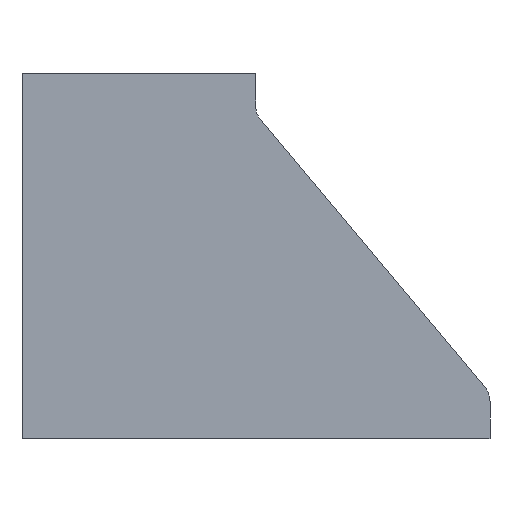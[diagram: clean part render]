
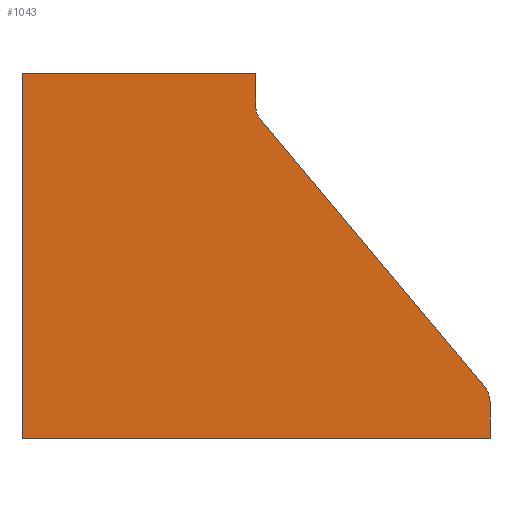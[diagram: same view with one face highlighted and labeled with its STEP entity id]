
A CAD part, front view. The second image highlights one B-rep face of the part: STEP entity #1043.
In plain terms, the highlighted planar face has unit normal (0, -1, 0).
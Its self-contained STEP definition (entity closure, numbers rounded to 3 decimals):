
#30 = VERTEX_POINT ( 'NONE', #708 ) ;
#40 = CARTESIAN_POINT ( 'NONE',  ( -150., 0., 0. ) ) ;
#41 = DIRECTION ( 'NONE',  ( 1., 0., 0. ) ) ;
#48 = DIRECTION ( 'NONE',  ( -0.642, 0., 0.766 ) ) ;
#49 = DIRECTION ( 'NONE',  ( -1., 0., 0. ) ) ;
#51 = CARTESIAN_POINT ( 'NONE',  ( 454.671, 0., -57.301 ) ) ;
#58 = CARTESIAN_POINT ( 'NONE',  ( 150., 0., 0. ) ) ;
#59 = DIRECTION ( 'NONE',  ( 0., 0., 1. ) ) ;
#60 = CARTESIAN_POINT ( 'NONE',  ( 720., 0., -420.636 ) ) ;
#61 = DIRECTION ( 'NONE',  ( 0., -1., 0. ) ) ;
#62 = DIRECTION ( 'NONE',  ( 0., 0., 1. ) ) ;
#65 = CARTESIAN_POINT ( 'NONE',  ( 470., 0., -44.456 ) ) ;
#66 = DIRECTION ( 'NONE',  ( 0., 1., 0. ) ) ;
#67 = DIRECTION ( 'NONE',  ( 0., 0., 1. ) ) ;
#160 = CARTESIAN_POINT ( 'NONE',  ( 450., 0., 0. ) ) ;
#161 = DIRECTION ( 'NONE',  ( 0., 0., 1. ) ) ;
#306 = CARTESIAN_POINT ( 'NONE',  ( 150., 0., 0. ) ) ;
#473 = CARTESIAN_POINT ( 'NONE',  ( -170., 0., -44.456 ) ) ;
#480 = PLANE ( 'NONE',  #1203 ) ;
#482 = DIRECTION ( 'NONE',  ( 0., 1., 0. ) ) ;
#483 = DIRECTION ( 'NONE',  ( 0., 0., 1. ) ) ;
#524 = EDGE_CURVE ( 'NONE', #1308, #30, #766, .T. ) ;
#708 = CARTESIAN_POINT ( 'NONE',  ( 750., 0., -420.636 ) ) ;
#717 = VERTEX_POINT ( 'NONE', #306 ) ;
#766 = LINE ( 'NONE', #1668, #772 ) ;
#772 = VECTOR ( 'NONE', #1667, 1000. ) ;
#881 = FACE_OUTER_BOUND ( 'NONE', #1472, .T. ) ;
#901 = LINE ( 'NONE', #40, #904 ) ;
#904 = VECTOR ( 'NONE', #41, 1000. ) ;
#907 = LINE ( 'NONE', #1669, #912 ) ;
#912 = VECTOR ( 'NONE', #49, 1000. ) ;
#919 = LINE ( 'NONE', #58, #922 ) ;
#921 = CIRCLE ( 'NONE', #1211, 30. ) ;
#922 = VECTOR ( 'NONE', #59, 1000. ) ;
#923 = LINE ( 'NONE', #51, #925 ) ;
#924 = CIRCLE ( 'NONE', #1213, 20. ) ;
#925 = VECTOR ( 'NONE', #48, 1000. ) ;
#992 = LINE ( 'NONE', #160, #995 ) ;
#995 = VECTOR ( 'NONE', #161, 1000. ) ;
#1043 = ADVANCED_FACE ( 'NONE', ( #881 ), #480, .F. ) ;
#1055 = EDGE_CURVE ( 'NONE', #717, #1271, #901, .T. ) ;
#1059 = EDGE_CURVE ( 'NONE', #1308, #1296, #907, .T. ) ;
#1064 = EDGE_CURVE ( 'NONE', #1296, #717, #919, .T. ) ;
#1065 = EDGE_CURVE ( 'NONE', #30, #1297, #921, .T. ) ;
#1066 = EDGE_CURVE ( 'NONE', #1297, #1264, #923, .T. ) ;
#1067 = EDGE_CURVE ( 'NONE', #1264, #1285, #924, .T. ) ;
#1108 = EDGE_CURVE ( 'NONE', #1285, #1271, #992, .T. ) ;
#1203 = AXIS2_PLACEMENT_3D ( 'NONE', #473, #482, #483 ) ;
#1211 = AXIS2_PLACEMENT_3D ( 'NONE', #60, #61, #62 ) ;
#1213 = AXIS2_PLACEMENT_3D ( 'NONE', #65, #66, #67 ) ;
#1264 = VERTEX_POINT ( 'NONE', #1683 ) ;
#1271 = VERTEX_POINT ( 'NONE', #1687 ) ;
#1285 = VERTEX_POINT ( 'NONE', #1701 ) ;
#1296 = VERTEX_POINT ( 'NONE', #1712 ) ;
#1297 = VERTEX_POINT ( 'NONE', #1713 ) ;
#1308 = VERTEX_POINT ( 'NONE', #1724 ) ;
#1472 = EDGE_LOOP ( 'NONE', ( #1578, #1577, #1576, #1575, #1574, #1573, #1572, #1571 ) ) ;
#1571 = ORIENTED_EDGE ( 'NONE', *, *, #1108, .T. ) ;
#1572 = ORIENTED_EDGE ( 'NONE', *, *, #1067, .T. ) ;
#1573 = ORIENTED_EDGE ( 'NONE', *, *, #1066, .T. ) ;
#1574 = ORIENTED_EDGE ( 'NONE', *, *, #1065, .T. ) ;
#1575 = ORIENTED_EDGE ( 'NONE', *, *, #524, .T. ) ;
#1576 = ORIENTED_EDGE ( 'NONE', *, *, #1059, .F. ) ;
#1577 = ORIENTED_EDGE ( 'NONE', *, *, #1064, .F. ) ;
#1578 = ORIENTED_EDGE ( 'NONE', *, *, #1055, .F. ) ;
#1667 = DIRECTION ( 'NONE',  ( 0., 0., 1. ) ) ;
#1668 = CARTESIAN_POINT ( 'NONE',  ( 750., 0., -420.636 ) ) ;
#1669 = CARTESIAN_POINT ( 'NONE',  ( -450., 0., -468. ) ) ;
#1683 = CARTESIAN_POINT ( 'NONE',  ( 454.671, 0., -57.301 ) ) ;
#1687 = CARTESIAN_POINT ( 'NONE',  ( 450., 0., 0. ) ) ;
#1701 = CARTESIAN_POINT ( 'NONE',  ( 450., 0., -44.456 ) ) ;
#1712 = CARTESIAN_POINT ( 'NONE',  ( 150., 0., -468. ) ) ;
#1713 = CARTESIAN_POINT ( 'NONE',  ( 742.994, 0., -401.367 ) ) ;
#1724 = CARTESIAN_POINT ( 'NONE',  ( 750., 0., -468. ) ) ;
